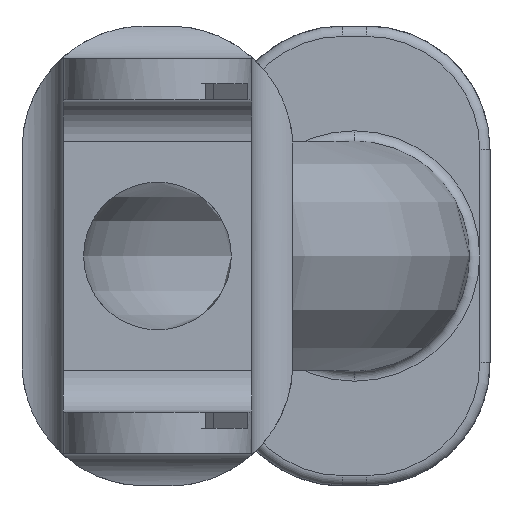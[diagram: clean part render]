
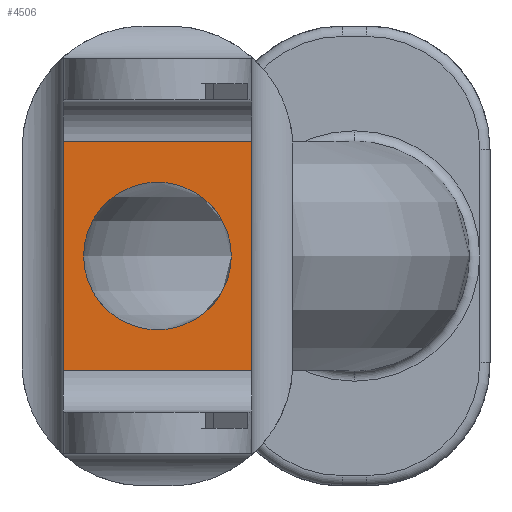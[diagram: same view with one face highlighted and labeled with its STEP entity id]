
A CAD part, front view. The second image highlights one B-rep face of the part: STEP entity #4506.
In plain terms, the highlighted planar face has unit normal (0, -1, 0).
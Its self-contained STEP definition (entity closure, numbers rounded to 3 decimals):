
#131 = DIRECTION ( 'NONE',  ( 0., 0., -1. ) ) ;
#310 = CARTESIAN_POINT ( 'NONE',  ( -35.5, -105., 14. ) ) ;
#336 = CARTESIAN_POINT ( 'NONE',  ( -35.5, -105., -14. ) ) ;
#429 = EDGE_CURVE ( 'NONE', #819, #1778, #9929, .T. ) ;
#574 = LINE ( 'NONE', #5146, #5398 ) ;
#705 = ORIENTED_EDGE ( 'NONE', *, *, #429, .T. ) ;
#819 = VERTEX_POINT ( 'NONE', #9862 ) ;
#976 = ORIENTED_EDGE ( 'NONE', *, *, #6295, .T. ) ;
#982 = CARTESIAN_POINT ( 'NONE',  ( -24., -105., 0. ) ) ;
#1092 = DIRECTION ( 'NONE',  ( 0., -1., 0. ) ) ;
#1244 = CARTESIAN_POINT ( 'NONE',  ( -24., -105., 0. ) ) ;
#1292 = CARTESIAN_POINT ( 'NONE',  ( 0., -105., 14. ) ) ;
#1648 = ORIENTED_EDGE ( 'NONE', *, *, #5524, .F. ) ;
#1778 = VERTEX_POINT ( 'NONE', #310 ) ;
#1959 = VECTOR ( 'NONE', #4185, 1000. ) ;
#2155 = DIRECTION ( 'NONE',  ( 0., 0., -1. ) ) ;
#2468 = EDGE_CURVE ( 'NONE', #3945, #819, #9675, .T. ) ;
#2507 = FACE_OUTER_BOUND ( 'NONE', #5586, .T. ) ;
#2622 = AXIS2_PLACEMENT_3D ( 'NONE', #1244, #9828, #2155 ) ;
#2778 = ORIENTED_EDGE ( 'NONE', *, *, #2468, .T. ) ;
#3060 = EDGE_LOOP ( 'NONE', ( #1648, #7904 ) ) ;
#3945 = VERTEX_POINT ( 'NONE', #9894 ) ;
#4185 = DIRECTION ( 'NONE',  ( 0., 0., 1. ) ) ;
#4231 = CARTESIAN_POINT ( 'NONE',  ( -12.5, -105., 24. ) ) ;
#4409 = CIRCLE ( 'NONE', #2622, 9. ) ;
#4506 = ADVANCED_FACE ( 'NONE', ( #9422, #2507 ), #6378, .T. ) ;
#4620 = VERTEX_POINT ( 'NONE', #336 ) ;
#4748 = CARTESIAN_POINT ( 'NONE',  ( -24., -105., -9. ) ) ;
#5011 = AXIS2_PLACEMENT_3D ( 'NONE', #5616, #1092, #9573 ) ;
#5146 = CARTESIAN_POINT ( 'NONE',  ( -12.5, -105., -14. ) ) ;
#5235 = AXIS2_PLACEMENT_3D ( 'NONE', #982, #7175, #8131 ) ;
#5398 = VECTOR ( 'NONE', #8180, 1000. ) ;
#5451 = VECTOR ( 'NONE', #9065, 1000. ) ;
#5524 = EDGE_CURVE ( 'NONE', #5716, #7040, #4409, .T. ) ;
#5586 = EDGE_LOOP ( 'NONE', ( #2778, #705, #976, #8386 ) ) ;
#5607 = LINE ( 'NONE', #7082, #7022 ) ;
#5616 = CARTESIAN_POINT ( 'NONE',  ( 0., -105., 0. ) ) ;
#5716 = VERTEX_POINT ( 'NONE', #4748 ) ;
#6295 = EDGE_CURVE ( 'NONE', #1778, #4620, #5607, .T. ) ;
#6375 = EDGE_CURVE ( 'NONE', #7040, #5716, #6532, .T. ) ;
#6378 = PLANE ( 'NONE',  #5011 ) ;
#6404 = EDGE_CURVE ( 'NONE', #4620, #3945, #574, .T. ) ;
#6532 = CIRCLE ( 'NONE', #5235, 9. ) ;
#7022 = VECTOR ( 'NONE', #131, 1000. ) ;
#7040 = VERTEX_POINT ( 'NONE', #9774 ) ;
#7082 = CARTESIAN_POINT ( 'NONE',  ( -35.5, -105., 24. ) ) ;
#7175 = DIRECTION ( 'NONE',  ( 0., -1., 0. ) ) ;
#7904 = ORIENTED_EDGE ( 'NONE', *, *, #6375, .F. ) ;
#8131 = DIRECTION ( 'NONE',  ( 0., 0., -1. ) ) ;
#8180 = DIRECTION ( 'NONE',  ( 1., 0., 0. ) ) ;
#8386 = ORIENTED_EDGE ( 'NONE', *, *, #6404, .T. ) ;
#9065 = DIRECTION ( 'NONE',  ( -1., 0., 0. ) ) ;
#9422 = FACE_BOUND ( 'NONE', #3060, .T. ) ;
#9573 = DIRECTION ( 'NONE',  ( 0., 0., -1. ) ) ;
#9675 = LINE ( 'NONE', #4231, #1959 ) ;
#9774 = CARTESIAN_POINT ( 'NONE',  ( -24., -105., 9. ) ) ;
#9828 = DIRECTION ( 'NONE',  ( 0., -1., 0. ) ) ;
#9862 = CARTESIAN_POINT ( 'NONE',  ( -12.5, -105., 14. ) ) ;
#9894 = CARTESIAN_POINT ( 'NONE',  ( -12.5, -105., -14. ) ) ;
#9929 = LINE ( 'NONE', #1292, #5451 ) ;
